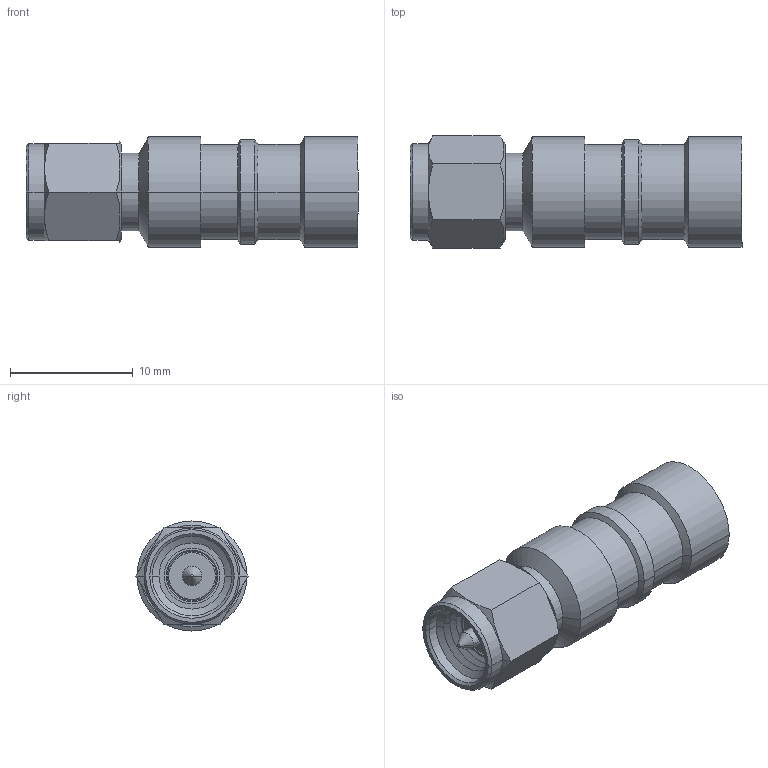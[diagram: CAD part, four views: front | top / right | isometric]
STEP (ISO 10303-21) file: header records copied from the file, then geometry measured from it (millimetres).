
FILE_DESCRIPTION (( 'STEP AP214' ), '1' );
FILE_NAME ('TC-250-SM-LP-FM_3D.STEP', '2021-03-11T21:42:12', ( '' ), ( '' ), 'SwSTEP 2.0', 'SolidWorks 2020', '' );
FILE_SCHEMA (( 'AUTOMOTIVE_DESIGN' ));
Length unit declared in the file: inch
Products named in the file (4): TC-250-SM-LP_c-contact; TC-250-SM-LP-FM_3D; TC-250-SM-LP_body; TC-250-SM-LP-MA2_INSUL
Assembly tree (3 placements, depth 2):
  TC-250-SM-LP-FM_3D
    TC-250-SM-LP_body
    TC-250-SM-LP-MA2_INSUL
    TC-250-SM-LP_c-contact
Bounding box: 27.1 x 9.15 x 8.99 mm (x, y, z)
Volume: 910.8 mm3; surface area: 1538.4 mm2
Topology: 3 solids, 3 shells, 108 faces, 222 edges, 129 vertices
Faces by surface type: cone 44, cylinder 36, plane 26, sphere 2
Entity records: 3046 total; most frequent: CARTESIAN_POINT 547, DIRECTION 544, ORIENTED_EDGE 444, AXIS2_PLACEMENT_3D 226, EDGE_CURVE 222, VERTEX_POINT 129, EDGE_LOOP 119, CIRCLE 112
